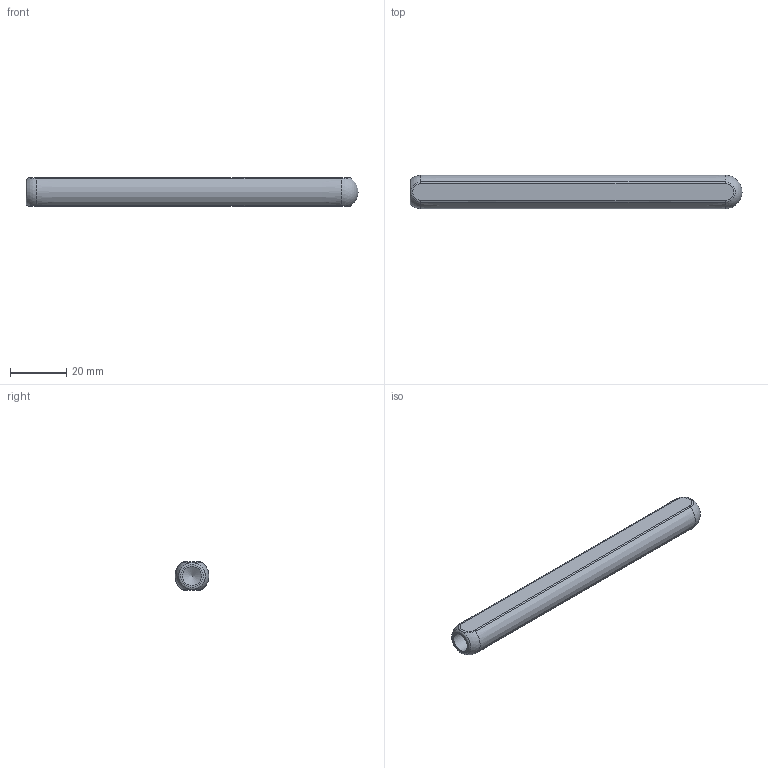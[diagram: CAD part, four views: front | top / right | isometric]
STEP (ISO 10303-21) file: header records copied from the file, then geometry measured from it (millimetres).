
FILE_DESCRIPTION( ( '' ), ' ' );
FILE_NAME( '5c0ee3ebcaafca16b22a26cb.step', '2018-12-10T22:08:44', ( '' ), ( '' ), ' ', ' ', ' ' );
FILE_SCHEMA( ( 'AUTOMOTIVE_DESIGN { 1 0 10303 214 1 1 1 1 }' ) );
Length unit declared in the file: metre
Products named in the file (1): Part 1
Bounding box: 118 x 12 x 10 mm (x, y, z)
Volume: 10421.4 mm3; surface area: 5348.3 mm2
Topology: 1 solids, 1 shells, 19 faces, 46 edges, 28 vertices
Faces by surface type: torus 5, bspline 4, cone 3, sphere 3, plane 3, cylinder 1
Full cylindrical faces by diameter (mm): 6.8 x1
Entity records: 860 total; most frequent: CARTESIAN_POINT 294, DIRECTION 86, ORIENTED_EDGE 78, AXIS2_PLACEMENT_3D 43, EDGE_CURVE 39, VERTEX_POINT 27, CIRCLE 27, EDGE_LOOP 22
